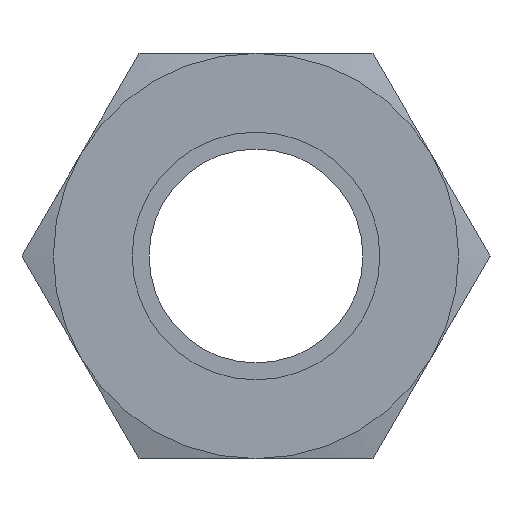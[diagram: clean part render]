
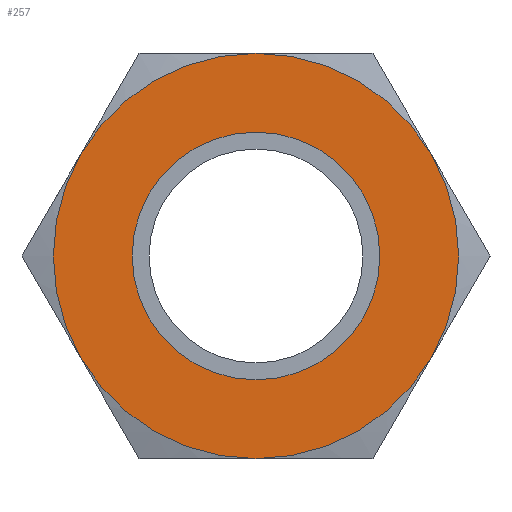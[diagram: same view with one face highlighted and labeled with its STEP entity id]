
A CAD part, left-side view. The second image highlights one B-rep face of the part: STEP entity #257.
In plain terms, the highlighted face is planar.
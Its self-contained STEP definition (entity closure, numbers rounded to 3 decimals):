
#257 = ADVANCED_FACE( '', ( #555, #556 ), #557, .F. );
#555 = FACE_BOUND( '', #903, .T. );
#556 = FACE_OUTER_BOUND( '', #904, .T. );
#557 = PLANE( '', #905 );
#903 = EDGE_LOOP( '', ( #1461 ) );
#904 = EDGE_LOOP( '', ( #1462, #1463, #1464, #1465, #1466, #1467 ) );
#905 = AXIS2_PLACEMENT_3D( '', #1468, #1469, #1470 );
#1461 = ORIENTED_EDGE( '', *, *, #2119, .F. );
#1462 = ORIENTED_EDGE( '', *, *, #2121, .T. );
#1463 = ORIENTED_EDGE( '', *, *, #2149, .T. );
#1464 = ORIENTED_EDGE( '', *, *, #1966, .T. );
#1465 = ORIENTED_EDGE( '', *, *, #2051, .T. );
#1466 = ORIENTED_EDGE( '', *, *, #2150, .T. );
#1467 = ORIENTED_EDGE( '', *, *, #2151, .T. );
#1468 = CARTESIAN_POINT( '', ( 20., 18., 0. ) );
#1469 = DIRECTION( '', ( -1., 0., 0. ) );
#1470 = DIRECTION( '', ( 0., 0., 1. ) );
#1966 = EDGE_CURVE( '', #2275, #2300, #2301, .T. );
#2051 = EDGE_CURVE( '', #2300, #2352, #2443, .T. );
#2119 = EDGE_CURVE( '', #2551, #2551, #2552, .F. );
#2121 = EDGE_CURVE( '', #2535, #2334, #2554, .T. );
#2149 = EDGE_CURVE( '', #2334, #2275, #2591, .T. );
#2150 = EDGE_CURVE( '', #2352, #2582, #2592, .T. );
#2151 = EDGE_CURVE( '', #2582, #2535, #2593, .T. );
#2275 = VERTEX_POINT( '', #2742 );
#2300 = VERTEX_POINT( '', #2788 );
#2301 = CIRCLE( '', #2789, 18. );
#2334 = VERTEX_POINT( '', #2855 );
#2352 = VERTEX_POINT( '', #2895 );
#2443 = CIRCLE( '', #3061, 18. );
#2535 = VERTEX_POINT( '', #3195 );
#2551 = VERTEX_POINT( '', #3242 );
#2552 = CIRCLE( '', #3243, 11. );
#2554 = CIRCLE( '', #3245, 18. );
#2582 = VERTEX_POINT( '', #3290 );
#2591 = CIRCLE( '', #3319, 18. );
#2592 = CIRCLE( '', #3320, 18. );
#2593 = CIRCLE( '', #3321, 18. );
#2742 = CARTESIAN_POINT( '', ( 20., 15.588, 9. ) );
#2788 = CARTESIAN_POINT( '', ( 20., 0., 18. ) );
#2789 = AXIS2_PLACEMENT_3D( '', #3562, #3563, #3564 );
#2855 = CARTESIAN_POINT( '', ( 20., 15.588, -9. ) );
#2895 = CARTESIAN_POINT( '', ( 20., -15.588, 9. ) );
#3061 = AXIS2_PLACEMENT_3D( '', #3646, #3647, #3648 );
#3195 = CARTESIAN_POINT( '', ( 20., 0., -18. ) );
#3242 = CARTESIAN_POINT( '', ( 20., 0., 11. ) );
#3243 = AXIS2_PLACEMENT_3D( '', #3732, #3733, #3734 );
#3245 = AXIS2_PLACEMENT_3D( '', #3735, #3736, #3737 );
#3290 = CARTESIAN_POINT( '', ( 20., -15.588, -9. ) );
#3319 = AXIS2_PLACEMENT_3D( '', #3769, #3770, #3771 );
#3320 = AXIS2_PLACEMENT_3D( '', #3772, #3773, #3774 );
#3321 = AXIS2_PLACEMENT_3D( '', #3775, #3776, #3777 );
#3562 = CARTESIAN_POINT( '', ( 20., 0., 0. ) );
#3563 = DIRECTION( '', ( 1., 0., 0. ) );
#3564 = DIRECTION( '', ( 0., 0., -1. ) );
#3646 = CARTESIAN_POINT( '', ( 20., 0., 0. ) );
#3647 = DIRECTION( '', ( 1., 0., 0. ) );
#3648 = DIRECTION( '', ( 0., 0., -1. ) );
#3732 = CARTESIAN_POINT( '', ( 20., 0., 0. ) );
#3733 = DIRECTION( '', ( -1., 0., 0. ) );
#3734 = DIRECTION( '', ( 0., 0., 1. ) );
#3735 = CARTESIAN_POINT( '', ( 20., 0., 0. ) );
#3736 = DIRECTION( '', ( 1., 0., 0. ) );
#3737 = DIRECTION( '', ( 0., 0., -1. ) );
#3769 = CARTESIAN_POINT( '', ( 20., 0., 0. ) );
#3770 = DIRECTION( '', ( 1., 0., 0. ) );
#3771 = DIRECTION( '', ( 0., 0., -1. ) );
#3772 = CARTESIAN_POINT( '', ( 20., 0., 0. ) );
#3773 = DIRECTION( '', ( 1., 0., 0. ) );
#3774 = DIRECTION( '', ( 0., 0., -1. ) );
#3775 = CARTESIAN_POINT( '', ( 20., 0., 0. ) );
#3776 = DIRECTION( '', ( 1., 0., 0. ) );
#3777 = DIRECTION( '', ( 0., 0., -1. ) );
